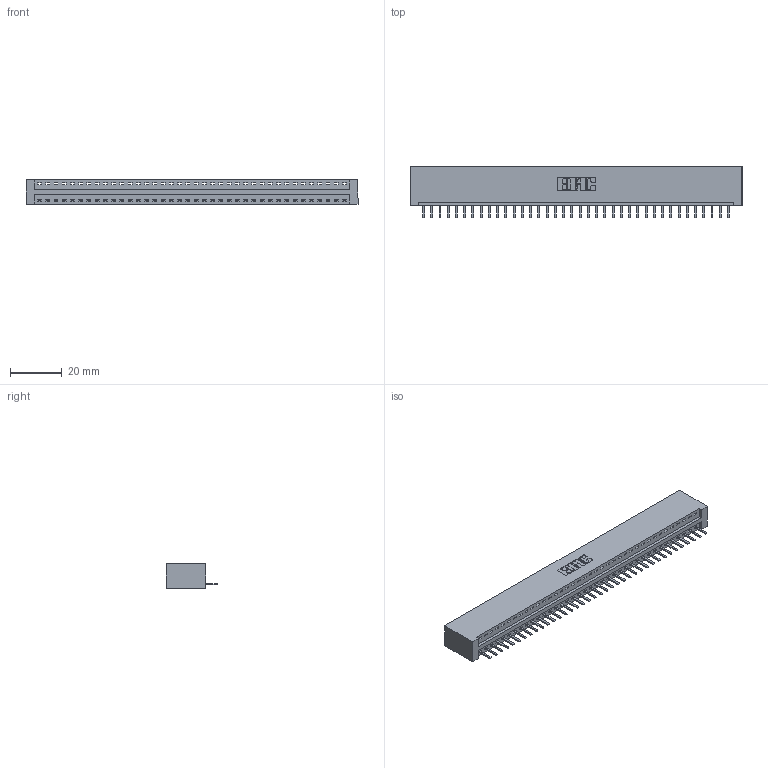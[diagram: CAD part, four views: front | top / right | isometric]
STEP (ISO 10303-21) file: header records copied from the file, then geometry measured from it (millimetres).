
FILE_DESCRIPTION (( 'STEP AP203' ), '1' );
FILE_NAME ('346-038-520-101.STEP', '2018-08-24T04:23:30', ( '' ), ( '' ), 'SwSTEP 2.0', 'SolidWorks 2016', '' );
FILE_SCHEMA (( 'CONFIG_CONTROL_DESIGN' ));
Length unit declared in the file: inch
Products named in the file (3): 345-292-001_345-293-120; 346-038-520-101; 346 Part_No Mounting Lugs
Assembly tree (39 placements, depth 2):
  346-038-520-101
    346 Part_No Mounting Lugs
    345-292-001_345-293-120  x38
Bounding box: 127.89 x 20.02 x 9.4 mm (x, y, z)
Volume: 12654.3 mm3; surface area: 15483.4 mm2
Topology: 39 solids, 39 shells, 2470 faces, 7297 edges, 4762 vertices
Faces by surface type: plane 1668, cylinder 802
Entity records: 23959 total; most frequent: CARTESIAN_POINT 4126, ORIENTED_EDGE 4086, DIRECTION 3627, EDGE_CURVE 2043, LINE 1763, VECTOR 1763, VERTEX_POINT 1358, AXIS2_PLACEMENT_3D 932
